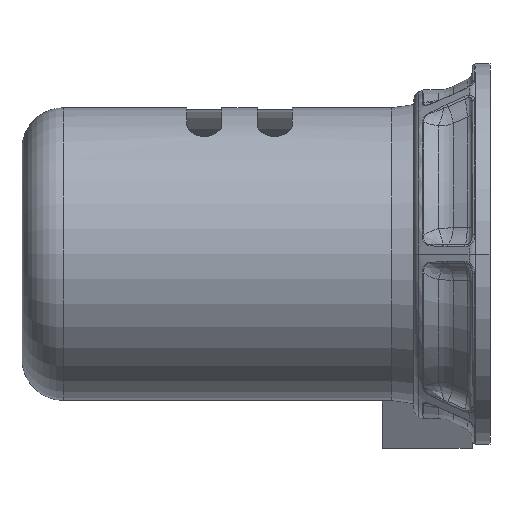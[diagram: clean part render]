
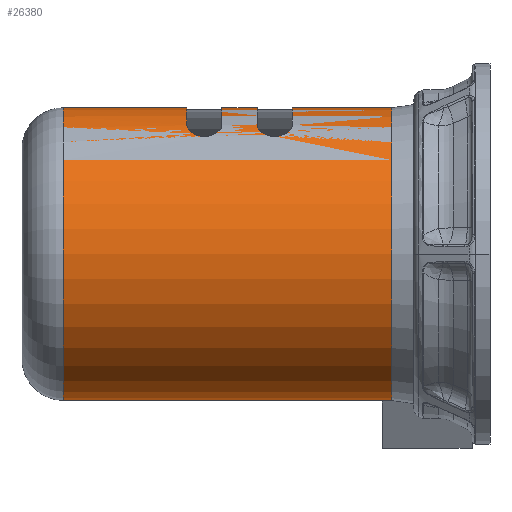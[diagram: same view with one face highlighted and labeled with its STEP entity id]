
A CAD part, left-side view. The second image highlights one B-rep face of the part: STEP entity #26380.
In plain terms, the highlighted cylindrical face has radius 20.765 mm (diameter 41.529 mm), a partial arc.
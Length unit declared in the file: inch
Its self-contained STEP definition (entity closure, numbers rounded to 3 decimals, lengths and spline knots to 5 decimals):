
#25496=CARTESIAN_POINT('',(0.,0.68,0.));
#25497=DIRECTION('',(0.,-1.,0.));
#25498=DIRECTION('',(0.,0.,1.));
#25499=AXIS2_PLACEMENT_3D('',#25496,#25497,#25498);
#25501=DIRECTION('',(0.,1.,0.));
#25502=VECTOR('',#25501,0.55586);
#25503=CARTESIAN_POINT('',(0.,0.12414,0.8175));
#25504=LINE('',#25503,#25502);
#25505=CARTESIAN_POINT('',(0.,0.12414,0.));
#25506=DIRECTION('',(0.,1.,0.));
#25507=DIRECTION('',(0.,0.,-1.));
#25508=AXIS2_PLACEMENT_3D('',#25505,#25506,#25507);
#25510=DIRECTION('',(0.,1.,0.));
#25511=VECTOR('',#25510,1.83586);
#25512=CARTESIAN_POINT('',(0.,0.12414,-0.8175));
#25513=LINE('',#25512,#25511);
#25514=DIRECTION('',(0.,1.,0.));
#25515=VECTOR('',#25514,0.691);
#25516=CARTESIAN_POINT('',(0.,1.269,0.8175));
#25517=LINE('',#25516,#25515);
#25518=CARTESIAN_POINT('',(0.,1.269,0.));
#25519=DIRECTION('',(0.,-1.,0.));
#25520=DIRECTION('',(0.,0.,1.));
#25521=AXIS2_PLACEMENT_3D('',#25518,#25519,#25520);
#25523=CARTESIAN_POINT('',(-0.388,1.074,0.71956));
#25524=CARTESIAN_POINT('',(-0.3948,1.074,0.71589));
#25525=CARTESIAN_POINT('',(-0.40816,1.07538,
0.70844));
#25526=CARTESIAN_POINT('',(-0.42809,1.0818,
0.69658));
#25527=CARTESIAN_POINT('',(-0.44604,1.09227,
0.68519));
#25528=CARTESIAN_POINT('',(-0.46102,1.10587,
0.67517));
#25529=CARTESIAN_POINT('',(-0.4728,1.12204,
0.66695));
#25530=CARTESIAN_POINT('',(-0.48113,1.14029,
0.66094));
#25531=CARTESIAN_POINT('',(-0.48569,1.16092,
0.65758));
#25532=CARTESIAN_POINT('',(-0.48571,1.18193,
0.65757));
#25533=CARTESIAN_POINT('',(-0.48116,1.20265,
0.66092));
#25534=CARTESIAN_POINT('',(-0.47284,1.22089,
0.66692));
#25535=CARTESIAN_POINT('',(-0.46106,1.2371,
0.67514));
#25536=CARTESIAN_POINT('',(-0.44602,1.25075,
0.6852));
#25537=CARTESIAN_POINT('',(-0.42798,1.26125,
0.69664));
#25538=CARTESIAN_POINT('',(-0.40807,1.26764,
0.7085));
#25539=CARTESIAN_POINT('',(-0.39476,1.269,0.71591));
#25540=CARTESIAN_POINT('',(-0.388,1.269,0.71956));
#25542=CARTESIAN_POINT('',(0.,1.074,0.));
#25543=DIRECTION('',(0.,-1.,0.));
#25544=DIRECTION('',(0.,0.,1.));
#25545=AXIS2_PLACEMENT_3D('',#25542,#25543,#25544);
#25547=DIRECTION('',(0.,1.,0.));
#25548=VECTOR('',#25547,0.199);
#25549=CARTESIAN_POINT('',(0.,0.875,0.8175));
#25550=LINE('',#25549,#25548);
#25551=CARTESIAN_POINT('',(0.,0.875,0.));
#25552=DIRECTION('',(0.,-1.,0.));
#25553=DIRECTION('',(0.,0.,1.));
#25554=AXIS2_PLACEMENT_3D('',#25551,#25552,#25553);
#25556=CARTESIAN_POINT('',(-0.388,0.68,0.71956));
#25557=CARTESIAN_POINT('',(-0.3948,0.68,0.71589));
#25558=CARTESIAN_POINT('',(-0.40816,0.68138,
0.70844));
#25559=CARTESIAN_POINT('',(-0.42809,0.6878,
0.69658));
#25560=CARTESIAN_POINT('',(-0.44604,0.69827,
0.68519));
#25561=CARTESIAN_POINT('',(-0.46102,0.71187,
0.67517));
#25562=CARTESIAN_POINT('',(-0.4728,0.72804,
0.66695));
#25563=CARTESIAN_POINT('',(-0.48113,0.74629,
0.66094));
#25564=CARTESIAN_POINT('',(-0.48569,0.76692,
0.65758));
#25565=CARTESIAN_POINT('',(-0.48571,0.78793,
0.65757));
#25566=CARTESIAN_POINT('',(-0.48116,0.80865,
0.66092));
#25567=CARTESIAN_POINT('',(-0.47284,0.82689,
0.66692));
#25568=CARTESIAN_POINT('',(-0.46106,0.8431,
0.67514));
#25569=CARTESIAN_POINT('',(-0.44602,0.85675,
0.6852));
#25570=CARTESIAN_POINT('',(-0.42798,0.86725,
0.69664));
#25571=CARTESIAN_POINT('',(-0.40807,0.87364,
0.7085));
#25572=CARTESIAN_POINT('',(-0.39476,0.875,0.71591));
#25573=CARTESIAN_POINT('',(-0.388,0.875,0.71956));
#25979=CARTESIAN_POINT('',(0.,1.96,0.));
#25980=DIRECTION('',(0.,1.,0.));
#25981=DIRECTION('',(0.,0.,-1.));
#25982=AXIS2_PLACEMENT_3D('',#25979,#25980,#25981);
#26164=CARTESIAN_POINT('',(0.,0.12414,-0.8175));
#26165=CARTESIAN_POINT('',(0.,1.96,-0.8175));
#26166=VERTEX_POINT('',#26164);
#26167=VERTEX_POINT('',#26165);
#26176=CARTESIAN_POINT('',(0.,1.96,0.8175));
#26178=VERTEX_POINT('',#26176);
#26185=CARTESIAN_POINT('',(0.,0.68,0.8175));
#26187=VERTEX_POINT('',#26185);
#26189=CARTESIAN_POINT('',(0.,0.875,0.8175));
#26190=VERTEX_POINT('',#26189);
#26192=CARTESIAN_POINT('',(0.,1.074,0.8175));
#26194=VERTEX_POINT('',#26192);
#26196=CARTESIAN_POINT('',(0.,1.269,0.8175));
#26197=VERTEX_POINT('',#26196);
#26212=CARTESIAN_POINT('',(-0.388,0.68,0.71956));
#26214=VERTEX_POINT('',#26212);
#26216=CARTESIAN_POINT('',(-0.388,0.875,0.71956));
#26218=VERTEX_POINT('',#26216);
#26220=CARTESIAN_POINT('',(-0.388,1.269,0.71956));
#26222=VERTEX_POINT('',#26220);
#26224=CARTESIAN_POINT('',(-0.388,1.074,0.71956));
#26226=VERTEX_POINT('',#26224);
#26228=CARTESIAN_POINT('',(0.,0.12414,0.8175));
#26229=VERTEX_POINT('',#26228);
#26350=CARTESIAN_POINT('',(0.,2.268,0.));
#26351=DIRECTION('',(0.,-1.,0.));
#26352=DIRECTION('',(0.,0.,1.));
#26353=AXIS2_PLACEMENT_3D('',#26350,#26351,#26352);
#26354=CYLINDRICAL_SURFACE('',#26353,0.8175);
#26356=ORIENTED_EDGE('',*,*,#26355,.F.);
#26358=ORIENTED_EDGE('',*,*,#26357,.F.);
#26359=ORIENTED_EDGE('',*,*,#26342,.F.);
#26361=ORIENTED_EDGE('',*,*,#26360,.T.);
#26363=ORIENTED_EDGE('',*,*,#26362,.T.);
#26365=ORIENTED_EDGE('',*,*,#26364,.F.);
#26367=ORIENTED_EDGE('',*,*,#26366,.T.);
#26369=ORIENTED_EDGE('',*,*,#26368,.F.);
#26371=ORIENTED_EDGE('',*,*,#26370,.F.);
#26373=ORIENTED_EDGE('',*,*,#26372,.F.);
#26375=ORIENTED_EDGE('',*,*,#26374,.T.);
#26377=ORIENTED_EDGE('',*,*,#26376,.F.);
#26378=EDGE_LOOP('',(#26356,#26358,#26359,#26361,#26363,#26365,#26367,#26369,
#26371,#26373,#26375,#26377));
#26379=FACE_OUTER_BOUND('',#26378,.F.);
#26380=ADVANCED_FACE('',(#26379),#26354,.T.);
#25500=CIRCLE('',#25499,0.8175);
#25509=CIRCLE('',#25508,0.8175);
#25522=CIRCLE('',#25521,0.8175);
#25541=B_SPLINE_CURVE_WITH_KNOTS('',3,(#25523,#25524,#25525,#25526,#25527,
#25528,#25529,#25530,#25531,#25532,#25533,#25534,#25535,#25536,#25537,#25538,
#25539,#25540),.UNSPECIFIED.,.F.,.F.,(4,1,1,1,1,1,1,1,1,1,1,1,1,1,1,4),(0.,
0.06667,0.13333,0.2,0.26667,0.33333,
0.4,0.46667,0.53333,0.6,0.66667,
0.73333,0.8,0.86667,0.93333,1.),
.UNSPECIFIED.);
#25546=CIRCLE('',#25545,0.8175);
#25555=CIRCLE('',#25554,0.8175);
#25574=B_SPLINE_CURVE_WITH_KNOTS('',3,(#25556,#25557,#25558,#25559,#25560,
#25561,#25562,#25563,#25564,#25565,#25566,#25567,#25568,#25569,#25570,#25571,
#25572,#25573),.UNSPECIFIED.,.F.,.F.,(4,1,1,1,1,1,1,1,1,1,1,1,1,1,1,4),(0.,
0.06667,0.13333,0.2,0.26667,0.33333,
0.4,0.46667,0.53333,0.6,0.66667,
0.73333,0.8,0.86667,0.93333,1.),
.UNSPECIFIED.);
#25983=CIRCLE('',#25982,0.8175);
#26342=EDGE_CURVE('',#26166,#26229,#25509,.T.);
#26355=EDGE_CURVE('',#26187,#26214,#25500,.T.);
#26357=EDGE_CURVE('',#26229,#26187,#25504,.T.);
#26360=EDGE_CURVE('',#26166,#26167,#25513,.T.);
#26362=EDGE_CURVE('',#26167,#26178,#25983,.T.);
#26364=EDGE_CURVE('',#26197,#26178,#25517,.T.);
#26366=EDGE_CURVE('',#26197,#26222,#25522,.T.);
#26368=EDGE_CURVE('',#26226,#26222,#25541,.T.);
#26370=EDGE_CURVE('',#26194,#26226,#25546,.T.);
#26372=EDGE_CURVE('',#26190,#26194,#25550,.T.);
#26374=EDGE_CURVE('',#26190,#26218,#25555,.T.);
#26376=EDGE_CURVE('',#26214,#26218,#25574,.T.);
